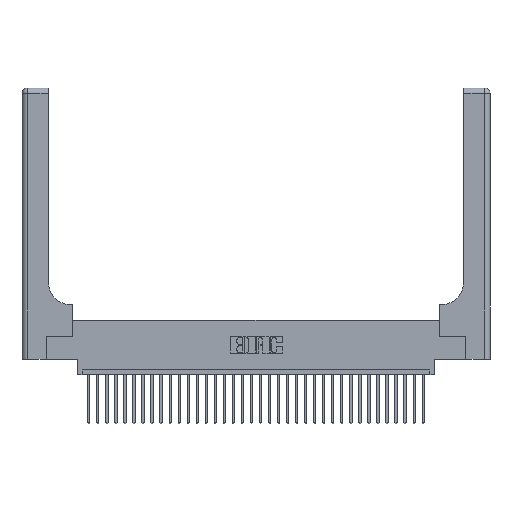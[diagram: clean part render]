
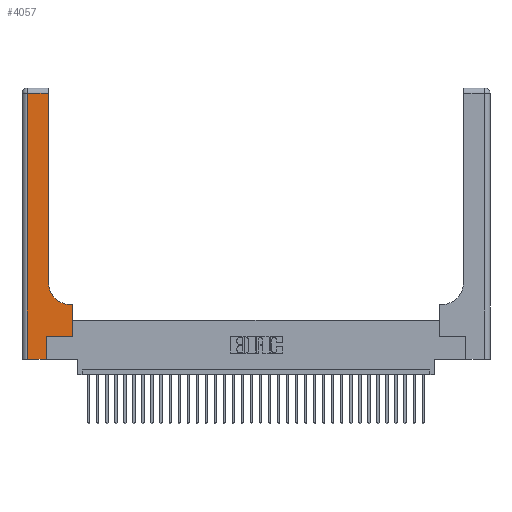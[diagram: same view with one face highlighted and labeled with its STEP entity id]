
A CAD part, top view. The second image highlights one B-rep face of the part: STEP entity #4057.
In plain terms, the highlighted planar face has unit normal (0, 0, 1).
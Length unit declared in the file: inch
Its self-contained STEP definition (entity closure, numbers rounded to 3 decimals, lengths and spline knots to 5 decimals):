
#391 = EDGE_CURVE ( 'NONE', #6666, #11793, #2408, .T. ) ;
#499 = AXIS2_PLACEMENT_3D ( 'NONE', #5799, #21297, #24431 ) ;
#891 = LINE ( 'NONE', #26955, #20891 ) ;
#1095 = CARTESIAN_POINT ( 'NONE',  ( 0.269, 0., 0.37 ) ) ;
#1105 = EDGE_CURVE ( 'NONE', #8535, #27100, #15267, .T. ) ;
#1814 = VECTOR ( 'NONE', #23624, 39.37008 ) ;
#2408 = CIRCLE ( 'NONE', #4725, 0.25 ) ;
#3174 = DIRECTION ( 'NONE',  ( 1., 0., 0. ) ) ;
#3436 = VERTEX_POINT ( 'NONE', #15882 ) ;
#3465 = ORIENTED_EDGE ( 'NONE', *, *, #25554, .T. ) ;
#3531 = CARTESIAN_POINT ( 'NONE',  ( 0., 2.94, 0.37 ) ) ;
#4057 = ADVANCED_FACE ( 'NONE', ( #19010 ), #20842, .F. ) ;
#4725 = AXIS2_PLACEMENT_3D ( 'NONE', #19052, #11291, #21956 ) ;
#4976 = DIRECTION ( 'NONE',  ( 0., 1., 0. ) ) ;
#5055 = DIRECTION ( 'NONE',  ( 0., 1., 0. ) ) ;
#5097 = CARTESIAN_POINT ( 'NONE',  ( 0.5585, 0.25, 0.37 ) ) ;
#5207 = EDGE_LOOP ( 'NONE', ( #9296, #15096, #12164, #11059, #29779, #17366, #10479, #3465, #14180 ) ) ;
#5211 = DIRECTION ( 'NONE',  ( 1., 0., 0. ) ) ;
#5799 = CARTESIAN_POINT ( 'NONE',  ( 0., 3., 0.37 ) ) ;
#6457 = VERTEX_POINT ( 'NONE', #23051 ) ;
#6563 = EDGE_CURVE ( 'NONE', #27944, #6457, #33030, .T. ) ;
#6666 = VERTEX_POINT ( 'NONE', #32380 ) ;
#6808 = DIRECTION ( 'NONE',  ( -1., 0., 0. ) ) ;
#6971 = LINE ( 'NONE', #3531, #33596 ) ;
#7244 = LINE ( 'NONE', #15528, #27620 ) ;
#8067 = LINE ( 'NONE', #32340, #1814 ) ;
#8535 = VERTEX_POINT ( 'NONE', #31738 ) ;
#9296 = ORIENTED_EDGE ( 'NONE', *, *, #22867, .T. ) ;
#10120 = EDGE_CURVE ( 'NONE', #33451, #27944, #891, .T. ) ;
#10479 = ORIENTED_EDGE ( 'NONE', *, *, #6563, .T. ) ;
#10794 = VECTOR ( 'NONE', #6808, 39.37008 ) ;
#11059 = ORIENTED_EDGE ( 'NONE', *, *, #1105, .T. ) ;
#11291 = DIRECTION ( 'NONE',  ( 0., 0., -1. ) ) ;
#11564 = DIRECTION ( 'NONE',  ( -1., 0., 0. ) ) ;
#11793 = VERTEX_POINT ( 'NONE', #12624 ) ;
#12164 = ORIENTED_EDGE ( 'NONE', *, *, #18043, .T. ) ;
#12624 = CARTESIAN_POINT ( 'NONE',  ( 0.2915, 0.85, 0.37 ) ) ;
#14180 = ORIENTED_EDGE ( 'NONE', *, *, #391, .T. ) ;
#14266 = CARTESIAN_POINT ( 'NONE',  ( 0.06, 2.94, 0.37 ) ) ;
#15096 = ORIENTED_EDGE ( 'NONE', *, *, #26603, .T. ) ;
#15267 = LINE ( 'NONE', #27870, #33122 ) ;
#15528 = CARTESIAN_POINT ( 'NONE',  ( 0.2915, 3., 0.37 ) ) ;
#15882 = CARTESIAN_POINT ( 'NONE',  ( 0.2915, 2.94, 0.37 ) ) ;
#16407 = VERTEX_POINT ( 'NONE', #14266 ) ;
#16414 = EDGE_CURVE ( 'NONE', #27100, #33451, #30666, .T. ) ;
#17366 = ORIENTED_EDGE ( 'NONE', *, *, #10120, .T. ) ;
#18043 = EDGE_CURVE ( 'NONE', #16407, #8535, #8067, .T. ) ;
#18665 = LINE ( 'NONE', #25315, #10794 ) ;
#19010 = FACE_OUTER_BOUND ( 'NONE', #5207, .T. ) ;
#19052 = CARTESIAN_POINT ( 'NONE',  ( 0.5415, 0.85, 0.37 ) ) ;
#20842 = PLANE ( 'NONE',  #499 ) ;
#20891 = VECTOR ( 'NONE', #3174, 39.37008 ) ;
#21297 = DIRECTION ( 'NONE',  ( 0., 0., -1. ) ) ;
#21956 = DIRECTION ( 'NONE',  ( 1., 0., 0. ) ) ;
#22867 = EDGE_CURVE ( 'NONE', #11793, #3436, #7244, .T. ) ;
#23051 = CARTESIAN_POINT ( 'NONE',  ( 0.5585, 0.6, 0.37 ) ) ;
#23624 = DIRECTION ( 'NONE',  ( 0., -1., 0. ) ) ;
#24431 = DIRECTION ( 'NONE',  ( -1., 0., 0. ) ) ;
#24784 = VECTOR ( 'NONE', #25057, 39.37008 ) ;
#25057 = DIRECTION ( 'NONE',  ( 0., 1., 0. ) ) ;
#25315 = CARTESIAN_POINT ( 'NONE',  ( 0.2915, 0.6, 0.37 ) ) ;
#25554 = EDGE_CURVE ( 'NONE', #6457, #6666, #18665, .T. ) ;
#26017 = VECTOR ( 'NONE', #4976, 39.37008 ) ;
#26603 = EDGE_CURVE ( 'NONE', #3436, #16407, #6971, .T. ) ;
#26955 = CARTESIAN_POINT ( 'NONE',  ( 0.269, 0.25, 0.37 ) ) ;
#27100 = VERTEX_POINT ( 'NONE', #29936 ) ;
#27620 = VECTOR ( 'NONE', #5055, 39.37008 ) ;
#27870 = CARTESIAN_POINT ( 'NONE',  ( 0., 0., 0.37 ) ) ;
#27944 = VERTEX_POINT ( 'NONE', #30584 ) ;
#29779 = ORIENTED_EDGE ( 'NONE', *, *, #16414, .T. ) ;
#29936 = CARTESIAN_POINT ( 'NONE',  ( 0.269, 0., 0.37 ) ) ;
#30584 = CARTESIAN_POINT ( 'NONE',  ( 0.5585, 0.25, 0.37 ) ) ;
#30666 = LINE ( 'NONE', #1095, #24784 ) ;
#31738 = CARTESIAN_POINT ( 'NONE',  ( 0.06, 0., 0.37 ) ) ;
#32340 = CARTESIAN_POINT ( 'NONE',  ( 0.06, 3., 0.37 ) ) ;
#32380 = CARTESIAN_POINT ( 'NONE',  ( 0.5415, 0.6, 0.37 ) ) ;
#33030 = LINE ( 'NONE', #5097, #26017 ) ;
#33122 = VECTOR ( 'NONE', #5211, 39.37008 ) ;
#33451 = VERTEX_POINT ( 'NONE', #33677 ) ;
#33596 = VECTOR ( 'NONE', #11564, 39.37008 ) ;
#33677 = CARTESIAN_POINT ( 'NONE',  ( 0.269, 0.25, 0.37 ) ) ;
